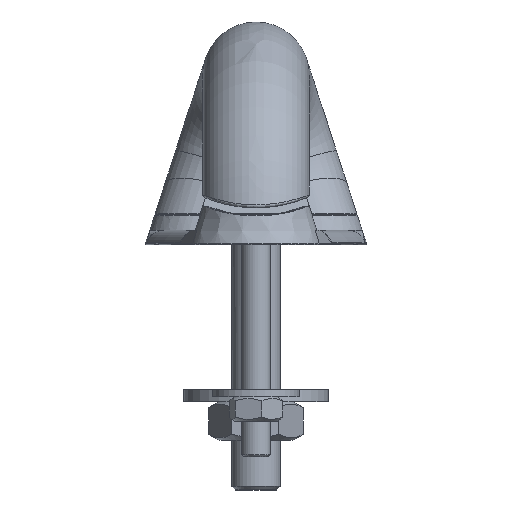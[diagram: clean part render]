
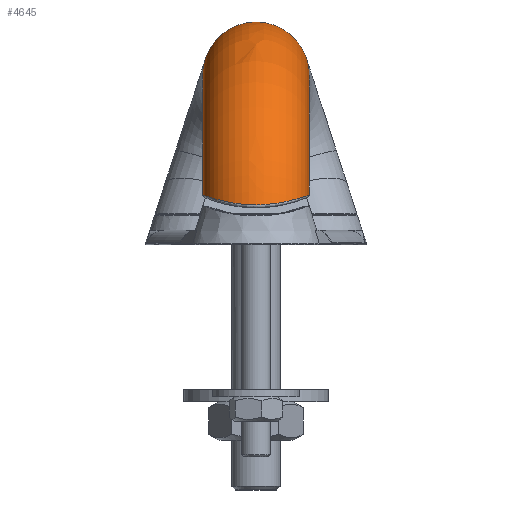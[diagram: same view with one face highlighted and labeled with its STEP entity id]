
A CAD part, left-side view. The second image highlights one B-rep face of the part: STEP entity #4645.
In plain terms, the highlighted toroidal (fillet/blend) face has major radius 40 mm and minor radius 11 mm.
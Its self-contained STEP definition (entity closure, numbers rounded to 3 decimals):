
#113=TOROIDAL_SURFACE('',#5237,40.,11.);
#673=FACE_BOUND('',#1526,.T.);
#674=FACE_BOUND('',#1527,.T.);
#1102=FACE_OUTER_BOUND('',#1525,.T.);
#1525=EDGE_LOOP('',(#4232));
#1526=EDGE_LOOP('',(#4233));
#1527=EDGE_LOOP('',(#4234));
#1840=CIRCLE('',#5238,11.);
#1934=B_SPLINE_CURVE_WITH_KNOTS('',3,(#10656,#10657,#10658,#10659,#10660,
#10661,#10662,#10663,#10664,#10665,#10666,#10667,#10668,#10669,#10670,#10671,
#10672,#10673),.UNSPECIFIED.,.T.,.F.,(4,1,1,1,1,1,1,1,1,1,1,1,1,1,1,4),
(0.,0.234,0.467,0.701,
0.818,0.934,1.168,1.402,1.713,
1.869,2.025,2.336,2.57,2.803,
3.037,3.27),.UNSPECIFIED.);
#1937=B_SPLINE_CURVE_WITH_KNOTS('',3,(#10704,#10705,#10706,#10707,#10708,
#10709,#10710,#10711,#10712,#10713,#10714,#10715,#10716,#10717,#10718,#10719,
#10720,#10721),.UNSPECIFIED.,.T.,.F.,(4,1,1,1,1,1,1,1,1,1,1,1,1,1,1,4),
(0.,0.515,1.03,1.545,
2.06,2.575,3.09,3.777,3.949,
4.12,4.807,5.15,5.665,6.18,
6.695,7.21),.UNSPECIFIED.);
#2349=VERTEX_POINT('',#10655);
#2351=VERTEX_POINT('',#10701);
#2352=VERTEX_POINT('',#10703);
#2981=EDGE_CURVE('',#2349,#2349,#1934,.T.);
#2986=EDGE_CURVE('',#2351,#2351,#1840,.T.);
#2987=EDGE_CURVE('',#2352,#2352,#1937,.T.);
#4232=ORIENTED_EDGE('',*,*,#2986,.T.);
#4233=ORIENTED_EDGE('',*,*,#2987,.F.);
#4234=ORIENTED_EDGE('',*,*,#2981,.F.);
#4645=ADVANCED_FACE('',(#1102,#673,#674),#113,.T.);
#5237=AXIS2_PLACEMENT_3D('',#10700,#6534,#6535);
#5238=AXIS2_PLACEMENT_3D('',#10702,#6536,#6537);
#6534=DIRECTION('center_axis',(0.,-1.,0.));
#6535=DIRECTION('ref_axis',(1.,0.,0.));
#6536=DIRECTION('center_axis',(-1.,0.,0.));
#6537=DIRECTION('ref_axis',(0.,1.,0.));
#10655=CARTESIAN_POINT('',(-70.03,-5.296,24.991));
#10656=CARTESIAN_POINT('Ctrl Pts',(-70.031,-5.295,24.992));
#10657=CARTESIAN_POINT('Ctrl Pts',(-70.816,-5.287,
24.834));
#10658=CARTESIAN_POINT('Ctrl Pts',(-72.317,-4.885,
24.234));
#10659=CARTESIAN_POINT('Ctrl Pts',(-74.007,-3.533,
23.067));
#10660=CARTESIAN_POINT('Ctrl Pts',(-74.921,-1.823,
22.251));
#10661=CARTESIAN_POINT('Ctrl Pts',(-75.168,-0.188,
22.015));
#10662=CARTESIAN_POINT('Ctrl Pts',(-75.035,1.475,22.145));
#10663=CARTESIAN_POINT('Ctrl Pts',(-74.213,3.27,22.892));
#10664=CARTESIAN_POINT('Ctrl Pts',(-72.434,4.889,24.202));
#10665=CARTESIAN_POINT('Ctrl Pts',(-70.147,5.494,25.122));
#10666=CARTESIAN_POINT('Ctrl Pts',(-67.993,4.989,25.159));
#10667=CARTESIAN_POINT('Ctrl Pts',(-66.162,3.861,24.809));
#10668=CARTESIAN_POINT('Ctrl Pts',(-64.809,1.752,24.2));
#10669=CARTESIAN_POINT('Ctrl Pts',(-64.712,-1.094,24.157));
#10670=CARTESIAN_POINT('Ctrl Pts',(-65.74,-3.354,
24.625));
#10671=CARTESIAN_POINT('Ctrl Pts',(-67.606,-4.933,
25.179));
#10672=CARTESIAN_POINT('Ctrl Pts',(-69.246,-5.303,
25.149));
#10673=CARTESIAN_POINT('Ctrl Pts',(-70.031,-5.295,24.992));
#10700=CARTESIAN_POINT('Origin',(-64.186,0.,
-4.8));
#10701=CARTESIAN_POINT('',(-64.186,-11.,35.2));
#10702=CARTESIAN_POINT('Origin',(-64.186,0.,
35.2));
#10703=CARTESIAN_POINT('',(-113.467,0.,8.329));
#10704=CARTESIAN_POINT('Ctrl Pts',(-113.47,0.,
8.327));
#10705=CARTESIAN_POINT('Ctrl Pts',(-113.47,1.713,8.327));
#10706=CARTESIAN_POINT('Ctrl Pts',(-112.513,5.138,8.651));
#10707=CARTESIAN_POINT('Ctrl Pts',(-108.972,8.88,9.612));
#10708=CARTESIAN_POINT('Ctrl Pts',(-104.266,10.968,10.355));
#10709=CARTESIAN_POINT('Ctrl Pts',(-99.031,11.189,10.369));
#10710=CARTESIAN_POINT('Ctrl Pts',(-94.212,9.187,9.476));
#10711=CARTESIAN_POINT('Ctrl Pts',(-90.601,4.705,8.177));
#10712=CARTESIAN_POINT('Ctrl Pts',(-89.926,-0.043,
7.85));
#10713=CARTESIAN_POINT('Ctrl Pts',(-90.67,-3.394,
8.17));
#10714=CARTESIAN_POINT('Ctrl Pts',(-91.882,-6.586,
8.652));
#10715=CARTESIAN_POINT('Ctrl Pts',(-94.715,-9.548,9.631));
#10716=CARTESIAN_POINT('Ctrl Pts',(-99.617,-11.158,10.366));
#10717=CARTESIAN_POINT('Ctrl Pts',(-104.264,-10.972,
10.356));
#10718=CARTESIAN_POINT('Ctrl Pts',(-108.973,-8.878,
9.612));
#10719=CARTESIAN_POINT('Ctrl Pts',(-112.513,-5.139,
8.651));
#10720=CARTESIAN_POINT('Ctrl Pts',(-113.47,-1.713,
8.327));
#10721=CARTESIAN_POINT('Ctrl Pts',(-113.47,0.,
8.327));
